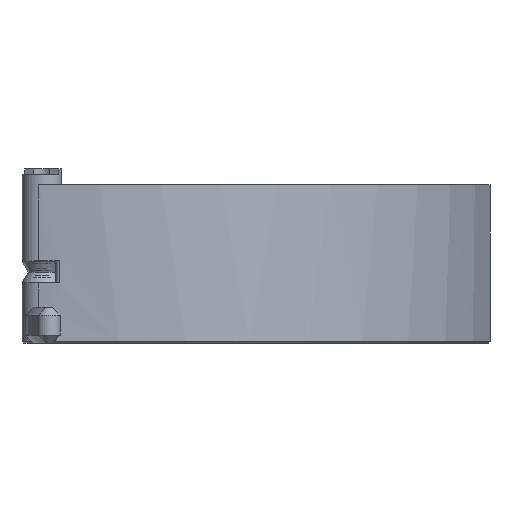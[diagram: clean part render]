
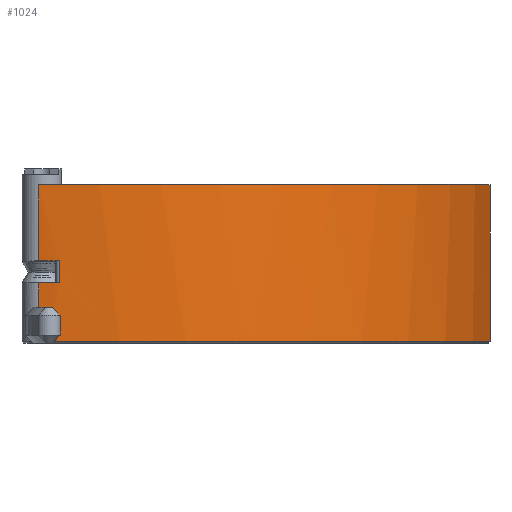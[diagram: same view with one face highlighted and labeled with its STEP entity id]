
A CAD part, left-side view. The second image highlights one B-rep face of the part: STEP entity #1024.
In plain terms, the highlighted cylindrical face has radius 100 mm (diameter 200 mm), a partial arc.
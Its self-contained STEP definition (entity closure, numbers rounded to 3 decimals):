
#82 = VERTEX_POINT('',#83);
#83 = CARTESIAN_POINT('',(-98.769,15.643,0.));
#92 = EDGE_CURVE('',#93,#82,#95,.T.);
#93 = VERTEX_POINT('',#94);
#94 = CARTESIAN_POINT('',(-98.769,15.643,-19.2));
#95 = LINE('',#96,#97);
#96 = CARTESIAN_POINT('',(-98.769,15.643,-40.));
#97 = VECTOR('',#98,1.);
#98 = DIRECTION('',(0.,0.,1.));
#285 = EDGE_CURVE('',#82,#286,#288,.T.);
#286 = VERTEX_POINT('',#287);
#287 = CARTESIAN_POINT('',(-17.365,-98.481,
    0.));
#288 = CIRCLE('',#289,100.);
#289 = AXIS2_PLACEMENT_3D('',#290,#291,#292);
#290 = CARTESIAN_POINT('',(0.,0.,0.));
#291 = DIRECTION('',(0.,0.,1.));
#292 = DIRECTION('',(-0.988,0.156,0.));
#1024 = ADVANCED_FACE('',(#1025),#1141,.T.);
#1025 = FACE_BOUND('',#1026,.T.);
#1026 = EDGE_LOOP('',(#1027,#1038,#1047,#1055,#1064,#1074,#1082,#1092,
    #1101,#1110,#1116,#1117,#1118,#1127,#1136));
#1027 = ORIENTED_EDGE('',*,*,#1028,.F.);
#1028 = EDGE_CURVE('',#1029,#1031,#1033,.T.);
#1029 = VERTEX_POINT('',#1030);
#1030 = CARTESIAN_POINT('',(-99.109,13.317,-24.8));
#1031 = VERTEX_POINT('',#1032);
#1032 = CARTESIAN_POINT('',(-99.457,10.405,-24.8));
#1033 = CIRCLE('',#1034,100.);
#1034 = AXIS2_PLACEMENT_3D('',#1035,#1036,#1037);
#1035 = CARTESIAN_POINT('',(0.,0.,
    -24.8));
#1036 = DIRECTION('',(0.,0.,1.));
#1037 = DIRECTION('',(-0.156,-0.988,0.));
#1038 = ORIENTED_EDGE('',*,*,#1039,.F.);
#1039 = EDGE_CURVE('',#1040,#1029,#1042,.T.);
#1040 = VERTEX_POINT('',#1041);
#1041 = CARTESIAN_POINT('',(-98.769,15.643,-24.8));
#1042 = CIRCLE('',#1043,100.);
#1043 = AXIS2_PLACEMENT_3D('',#1044,#1045,#1046);
#1044 = CARTESIAN_POINT('',(0.,0.,
    -24.8));
#1045 = DIRECTION('',(0.,0.,1.));
#1046 = DIRECTION('',(-0.988,0.156,0.));
#1047 = ORIENTED_EDGE('',*,*,#1048,.F.);
#1048 = EDGE_CURVE('',#1049,#1040,#1051,.T.);
#1049 = VERTEX_POINT('',#1050);
#1050 = CARTESIAN_POINT('',(-98.769,15.643,-31.));
#1051 = LINE('',#1052,#1053);
#1052 = CARTESIAN_POINT('',(-98.769,15.643,-40.));
#1053 = VECTOR('',#1054,1.);
#1054 = DIRECTION('',(0.,0.,1.));
#1055 = ORIENTED_EDGE('',*,*,#1056,.T.);
#1056 = EDGE_CURVE('',#1049,#1057,#1059,.T.);
#1057 = VERTEX_POINT('',#1058);
#1058 = CARTESIAN_POINT('',(-99.014,14.007,-31.));
#1059 = CIRCLE('',#1060,100.);
#1060 = AXIS2_PLACEMENT_3D('',#1061,#1062,#1063);
#1061 = CARTESIAN_POINT('',(0.,0.,-31.
    ));
#1062 = DIRECTION('',(0.,0.,1.));
#1063 = DIRECTION('',(-0.988,0.156,0.));
#1064 = ORIENTED_EDGE('',*,*,#1065,.T.);
#1065 = EDGE_CURVE('',#1057,#1066,#1068,.T.);
#1066 = VERTEX_POINT('',#1067);
#1067 = CARTESIAN_POINT('',(-99.276,12.013,-33.));
#1068 = B_SPLINE_CURVE_WITH_KNOTS('',4,(#1069,#1070,#1071,#1072,#1073),
  .UNSPECIFIED.,.F.,.F.,(5,5),(0.,1.),.PIECEWISE_BEZIER_KNOTS.);
#1069 = CARTESIAN_POINT('',(-99.014,14.007,-31.));
#1070 = CARTESIAN_POINT('',(-99.085,13.509,
    -31.5));
#1071 = CARTESIAN_POINT('',(-99.152,13.011,
    -32.));
#1072 = CARTESIAN_POINT('',(-99.215,12.512,
    -32.5));
#1073 = CARTESIAN_POINT('',(-99.276,12.013,-33.));
#1074 = ORIENTED_EDGE('',*,*,#1075,.F.);
#1075 = EDGE_CURVE('',#1076,#1066,#1078,.T.);
#1076 = VERTEX_POINT('',#1077);
#1077 = CARTESIAN_POINT('',(-99.276,12.013,-38.));
#1078 = LINE('',#1079,#1080);
#1079 = CARTESIAN_POINT('',(-99.276,12.013,-40.));
#1080 = VECTOR('',#1081,1.);
#1081 = DIRECTION('',(0.,0.,1.));
#1082 = ORIENTED_EDGE('',*,*,#1083,.T.);
#1083 = EDGE_CURVE('',#1076,#1084,#1086,.T.);
#1084 = VERTEX_POINT('',#1085);
#1085 = CARTESIAN_POINT('',(-99.07,13.608,-39.6));
#1086 = B_SPLINE_CURVE_WITH_KNOTS('',4,(#1087,#1088,#1089,#1090,#1091),
  .UNSPECIFIED.,.F.,.F.,(5,5),(0.,1.),.PIECEWISE_BEZIER_KNOTS.);
#1087 = CARTESIAN_POINT('',(-99.276,12.013,-38.));
#1088 = CARTESIAN_POINT('',(-99.215,12.512,
    -38.5));
#1089 = CARTESIAN_POINT('',(-99.152,13.011,
    -39.));
#1090 = CARTESIAN_POINT('',(-99.085,13.509,
    -39.5));
#1091 = CARTESIAN_POINT('',(-99.014,14.007,-40.));
#1092 = ORIENTED_EDGE('',*,*,#1093,.F.);
#1093 = EDGE_CURVE('',#1094,#1084,#1096,.T.);
#1094 = VERTEX_POINT('',#1095);
#1095 = CARTESIAN_POINT('',(-99.276,12.013,-39.6));
#1096 = CIRCLE('',#1097,100.);
#1097 = AXIS2_PLACEMENT_3D('',#1098,#1099,#1100);
#1098 = CARTESIAN_POINT('',(0.,0.,
    -39.6));
#1099 = DIRECTION('',(0.,0.,-1.));
#1100 = DIRECTION('',(-0.993,0.12,0.)
  );
#1101 = ORIENTED_EDGE('',*,*,#1102,.F.);
#1102 = EDGE_CURVE('',#1103,#1094,#1105,.T.);
#1103 = VERTEX_POINT('',#1104);
#1104 = CARTESIAN_POINT('',(-17.365,-98.481,-39.6));
#1105 = CIRCLE('',#1106,100.);
#1106 = AXIS2_PLACEMENT_3D('',#1107,#1108,#1109);
#1107 = CARTESIAN_POINT('',(0.,0.,
    -39.6));
#1108 = DIRECTION('',(0.,0.,-1.));
#1109 = DIRECTION('',(0.993,0.115,0.)
  );
#1110 = ORIENTED_EDGE('',*,*,#1111,.T.);
#1111 = EDGE_CURVE('',#1103,#286,#1112,.T.);
#1112 = LINE('',#1113,#1114);
#1113 = CARTESIAN_POINT('',(-17.365,-98.481,-40.));
#1114 = VECTOR('',#1115,1.);
#1115 = DIRECTION('',(0.,0.,1.));
#1116 = ORIENTED_EDGE('',*,*,#285,.F.);
#1117 = ORIENTED_EDGE('',*,*,#92,.F.);
#1118 = ORIENTED_EDGE('',*,*,#1119,.T.);
#1119 = EDGE_CURVE('',#93,#1120,#1122,.T.);
#1120 = VERTEX_POINT('',#1121);
#1121 = CARTESIAN_POINT('',(-99.109,13.317,-19.2));
#1122 = CIRCLE('',#1123,100.);
#1123 = AXIS2_PLACEMENT_3D('',#1124,#1125,#1126);
#1124 = CARTESIAN_POINT('',(0.,0.,
    -19.2));
#1125 = DIRECTION('',(0.,0.,1.));
#1126 = DIRECTION('',(-0.988,0.156,0.));
#1127 = ORIENTED_EDGE('',*,*,#1128,.T.);
#1128 = EDGE_CURVE('',#1120,#1129,#1131,.T.);
#1129 = VERTEX_POINT('',#1130);
#1130 = CARTESIAN_POINT('',(-99.457,10.405,-19.2));
#1131 = CIRCLE('',#1132,100.);
#1132 = AXIS2_PLACEMENT_3D('',#1133,#1134,#1135);
#1133 = CARTESIAN_POINT('',(0.,0.,
    -19.2));
#1134 = DIRECTION('',(0.,0.,1.));
#1135 = DIRECTION('',(-0.156,-0.988,0.));
#1136 = ORIENTED_EDGE('',*,*,#1137,.F.);
#1137 = EDGE_CURVE('',#1031,#1129,#1138,.T.);
#1138 = B_SPLINE_CURVE_WITH_KNOTS('',1,(#1139,#1140),.UNSPECIFIED.,.F.,
  .F.,(2,2),(-2.912,8.512),.PIECEWISE_BEZIER_KNOTS.);
#1139 = CARTESIAN_POINT('',(-99.457,10.405,-27.712));
#1140 = CARTESIAN_POINT('',(-99.457,10.405,-16.288));
#1141 = CYLINDRICAL_SURFACE('',#1142,100.);
#1142 = AXIS2_PLACEMENT_3D('',#1143,#1144,#1145);
#1143 = CARTESIAN_POINT('',(0.,0.,-40.
    ));
#1144 = DIRECTION('',(0.,0.,1.));
#1145 = DIRECTION('',(-0.988,0.156,0.));
